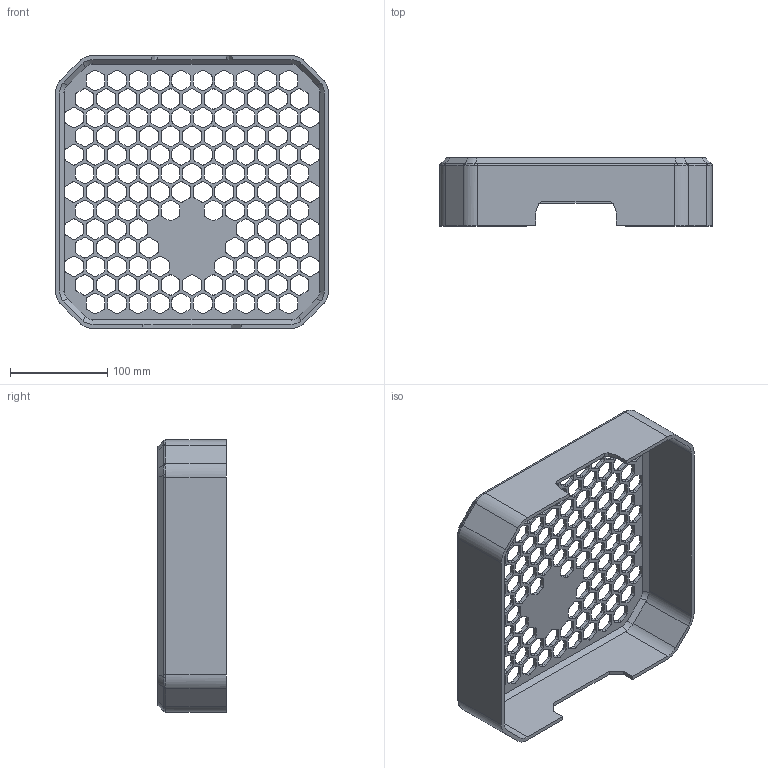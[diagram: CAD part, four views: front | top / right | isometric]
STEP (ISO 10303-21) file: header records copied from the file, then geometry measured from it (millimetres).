
FILE_DESCRIPTION(/* description */ ('','CAx-IF Rec.Pracs.---Representation and Presentation of Product Manufacturing Information (PMI)---4.0---2014-10-13'),/* implementation_level */ '2;1');
FILE_NAME(/* name */ 'Hexabackpack_Backplate_Wall_and_Lid.step',/* time_stamp */ '2025-03-30T01:43:54+01:00',/* author */ (''),/* organization */ (''),/* preprocessor_version */ 'ST-DEVELOPER v20',/* originating_system */ 'Autodesk Translation Framework v13.20.0.188',/* authorisation */ '');
FILE_SCHEMA (('AP242_MANAGED_MODEL_BASED_3D_ENGINEERING_MIM_LF { 1 0 10303 442 1 1 4 }'));
Length unit declared in the file: millimetre
Products named in the file (1): Hexabackpack_Backplate_Wall_and_Lid
Bounding box: 280 x 70 x 280 mm (x, y, z)
Volume: 377017.8 mm3; surface area: 227792.3 mm2
Topology: 1 solids, 1 shells, 1748 faces, 5206 edges, 3460 vertices
Faces by surface type: plane 868, cylinder 856, bspline 24
Entity records: 59987 total; most frequent: CARTESIAN_POINT 10775, DIRECTION 10424, ORIENTED_EDGE 10412, EDGE_CURVE 5206, AXIS2_PLACEMENT_3D 3493, VERTEX_POINT 3460, LINE 3438, VECTOR 3438
